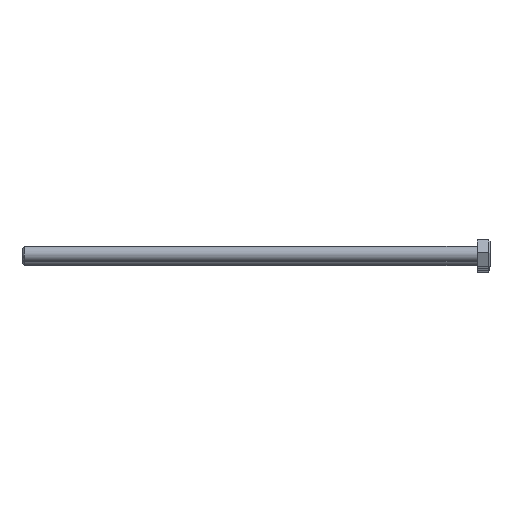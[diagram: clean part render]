
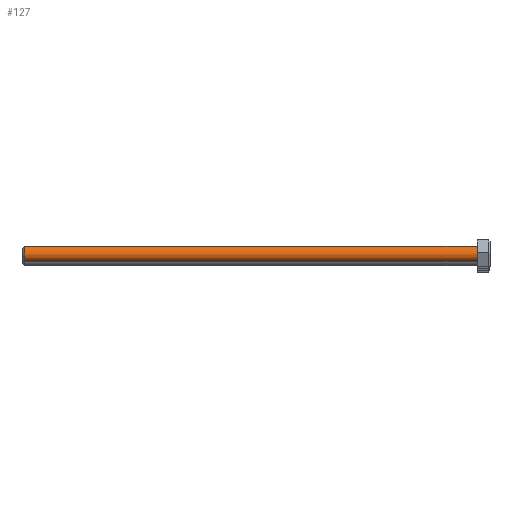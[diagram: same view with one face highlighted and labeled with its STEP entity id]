
A CAD part, top view. The second image highlights one B-rep face of the part: STEP entity #127.
In plain terms, the highlighted cylindrical face has radius 4.445 mm (diameter 8.89 mm), a full revolution.
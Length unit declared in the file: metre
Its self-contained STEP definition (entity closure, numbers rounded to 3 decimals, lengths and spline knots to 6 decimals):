
#127 = ADVANCED_FACE( '', ( #253, #254 ), #255, .T. );
#253 = FACE_OUTER_BOUND( '', #373, .T. );
#254 = FACE_OUTER_BOUND( '', #374, .T. );
#255 = CYLINDRICAL_SURFACE( '', #375, 0.004445 );
#373 = EDGE_LOOP( '', ( #635 ) );
#374 = EDGE_LOOP( '', ( #636 ) );
#375 = AXIS2_PLACEMENT_3D( '', #637, #638, #639 );
#635 = ORIENTED_EDGE( '', *, *, #670, .T. );
#636 = ORIENTED_EDGE( '', *, *, #741, .T. );
#637 = CARTESIAN_POINT( '', ( -7.963223, -2.544907, 1.737861 ) );
#638 = DIRECTION( '', ( -1., 0., 0. ) );
#639 = DIRECTION( '', ( 0., 0., -1. ) );
#670 = EDGE_CURVE( '', #785, #785, #786, .T. );
#741 = EDGE_CURVE( '', #882, #882, #883, .T. );
#785 = VERTEX_POINT( '', #943 );
#786 = CIRCLE( '', #944, 0.004445 );
#882 = VERTEX_POINT( '', #1082 );
#883 = CIRCLE( '', #1083, 0.004445 );
#943 = CARTESIAN_POINT( '', ( -0.137814, -2.544907, 1.733416 ) );
#944 = AXIS2_PLACEMENT_3D( '', #1111, #1112, #1113 );
#1082 = CARTESIAN_POINT( '', ( 0.128924, -2.544907, 1.742306 ) );
#1083 = AXIS2_PLACEMENT_3D( '', #1165, #1166, #1167 );
#1111 = CARTESIAN_POINT( '', ( -0.137814, -2.544907, 1.737861 ) );
#1112 = DIRECTION( '', ( 1., 0., 0. ) );
#1113 = DIRECTION( '', ( 0., 0., -1. ) );
#1165 = CARTESIAN_POINT( '', ( 0.128924, -2.544907, 1.737861 ) );
#1166 = DIRECTION( '', ( -1., 0., 0. ) );
#1167 = DIRECTION( '', ( 0., 0., 1. ) );
